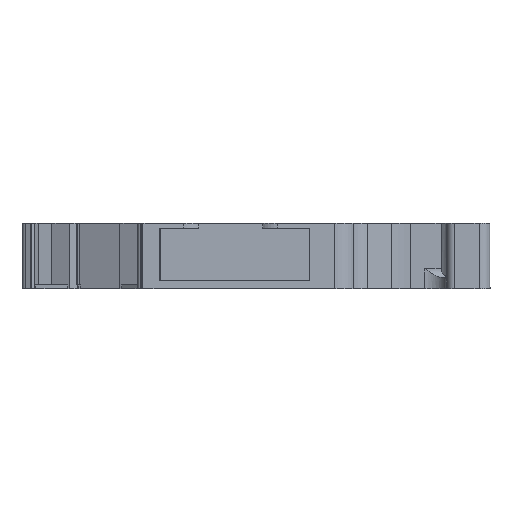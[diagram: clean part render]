
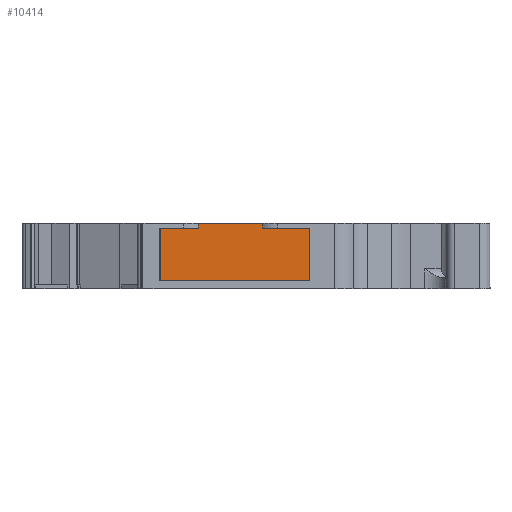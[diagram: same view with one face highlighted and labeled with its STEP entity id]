
A CAD part, left-side view. The second image highlights one B-rep face of the part: STEP entity #10414.
In plain terms, the highlighted planar face has unit normal (-1, 0, 0).
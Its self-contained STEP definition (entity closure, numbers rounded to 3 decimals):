
#338 = VERTEX_POINT ( 'NONE', #449 ) ;
#449 = CARTESIAN_POINT ( 'NONE',  ( -62.992, -5.715, 28.875 ) ) ;
#471 = CARTESIAN_POINT ( 'NONE',  ( -62.992, -11.569, 28.425 ) ) ;
#558 = CARTESIAN_POINT ( 'NONE',  ( -62.992, -2.241, 23.625 ) ) ;
#718 = EDGE_CURVE ( 'NONE', #338, #6581, #1369, .T. ) ;
#908 = CARTESIAN_POINT ( 'NONE',  ( -62.992, -2.187, 28.425 ) ) ;
#1369 = LINE ( 'NONE', #7617, #6257 ) ;
#1702 = CARTESIAN_POINT ( 'NONE',  ( -62.992, -15.818, 23.625 ) ) ;
#2106 = CARTESIAN_POINT ( 'NONE',  ( -62.992, -18.131, 99.51 ) ) ;
#2126 = VECTOR ( 'NONE', #3592, 1000. ) ;
#2236 = VECTOR ( 'NONE', #11169, 1000. ) ;
#2562 = CARTESIAN_POINT ( 'NONE',  ( -62.992, -2.241, 99.51 ) ) ;
#2829 = LINE ( 'NONE', #2562, #2236 ) ;
#3021 = DIRECTION ( 'NONE',  ( 0., 0., -1. ) ) ;
#3067 = DIRECTION ( 'NONE',  ( 0., -1., 0. ) ) ;
#3592 = DIRECTION ( 'NONE',  ( 0., 0., -1. ) ) ;
#3839 = VERTEX_POINT ( 'NONE', #8098 ) ;
#4014 = PLANE ( 'NONE',  #6015 ) ;
#4562 = VERTEX_POINT ( 'NONE', #471 ) ;
#4681 = VECTOR ( 'NONE', #6265, 1000. ) ;
#4854 = EDGE_CURVE ( 'NONE', #4562, #8793, #10716, .T. ) ;
#4992 = LINE ( 'NONE', #6184, #4681 ) ;
#5003 = LINE ( 'NONE', #1702, #2126 ) ;
#5195 = EDGE_CURVE ( 'NONE', #3839, #9313, #5003, .T. ) ;
#5290 = ORIENTED_EDGE ( 'NONE', *, *, #718, .T. ) ;
#5504 = ORIENTED_EDGE ( 'NONE', *, *, #7104, .T. ) ;
#5750 = DIRECTION ( 'NONE',  ( 0., -1., 0. ) ) ;
#6015 = AXIS2_PLACEMENT_3D ( 'NONE', #2106, #8871, #3067 ) ;
#6069 = ORIENTED_EDGE ( 'NONE', *, *, #5195, .F. ) ;
#6107 = CARTESIAN_POINT ( 'NONE',  ( -62.992, -2.187, 23.625 ) ) ;
#6184 = CARTESIAN_POINT ( 'NONE',  ( -62.992, -2.187, 28.425 ) ) ;
#6257 = VECTOR ( 'NONE', #3021, 1000. ) ;
#6265 = DIRECTION ( 'NONE',  ( 0., -1., 0. ) ) ;
#6335 = ORIENTED_EDGE ( 'NONE', *, *, #10051, .F. ) ;
#6581 = VERTEX_POINT ( 'NONE', #11166 ) ;
#6592 = CARTESIAN_POINT ( 'NONE',  ( -62.992, -15.818, 23.625 ) ) ;
#6725 = ORIENTED_EDGE ( 'NONE', *, *, #4854, .T. ) ;
#6809 = EDGE_CURVE ( 'NONE', #4562, #3839, #4992, .T. ) ;
#7079 = FACE_OUTER_BOUND ( 'NONE', #9662, .T. ) ;
#7104 = EDGE_CURVE ( 'NONE', #8793, #338, #12019, .T. ) ;
#7106 = DIRECTION ( 'NONE',  ( 0., 1., 0. ) ) ;
#7162 = CARTESIAN_POINT ( 'NONE',  ( -62.992, -11.569, 28.925 ) ) ;
#7373 = VERTEX_POINT ( 'NONE', #11591 ) ;
#7457 = DIRECTION ( 'NONE',  ( 0., 0., 1. ) ) ;
#7617 = CARTESIAN_POINT ( 'NONE',  ( -62.992, -5.715, 28.925 ) ) ;
#7963 = LINE ( 'NONE', #908, #12053 ) ;
#8049 = ORIENTED_EDGE ( 'NONE', *, *, #6809, .F. ) ;
#8098 = CARTESIAN_POINT ( 'NONE',  ( -62.992, -15.818, 28.425 ) ) ;
#8205 = VECTOR ( 'NONE', #7457, 1000. ) ;
#8691 = EDGE_CURVE ( 'NONE', #7373, #6581, #7963, .T. ) ;
#8793 = VERTEX_POINT ( 'NONE', #10683 ) ;
#8871 = DIRECTION ( 'NONE',  ( -1., 0., 0. ) ) ;
#9013 = ORIENTED_EDGE ( 'NONE', *, *, #8691, .F. ) ;
#9313 = VERTEX_POINT ( 'NONE', #6592 ) ;
#9500 = VECTOR ( 'NONE', #11905, 1000. ) ;
#9662 = EDGE_LOOP ( 'NONE', ( #5504, #5290, #9013, #11846, #6335, #6069, #8049, #6725 ) ) ;
#10051 = EDGE_CURVE ( 'NONE', #9313, #10624, #10672, .T. ) ;
#10281 = EDGE_CURVE ( 'NONE', #7373, #10624, #2829, .T. ) ;
#10381 = VECTOR ( 'NONE', #7106, 1000. ) ;
#10414 = ADVANCED_FACE ( 'NONE', ( #7079 ), #4014, .T. ) ;
#10624 = VERTEX_POINT ( 'NONE', #558 ) ;
#10672 = LINE ( 'NONE', #6107, #10381 ) ;
#10683 = CARTESIAN_POINT ( 'NONE',  ( -62.992, -11.569, 28.875 ) ) ;
#10716 = LINE ( 'NONE', #7162, #8205 ) ;
#11166 = CARTESIAN_POINT ( 'NONE',  ( -62.992, -5.715, 28.425 ) ) ;
#11169 = DIRECTION ( 'NONE',  ( 0., 0., -1. ) ) ;
#11591 = CARTESIAN_POINT ( 'NONE',  ( -62.992, -2.241, 28.425 ) ) ;
#11846 = ORIENTED_EDGE ( 'NONE', *, *, #10281, .T. ) ;
#11905 = DIRECTION ( 'NONE',  ( 0., 1., 0. ) ) ;
#11919 = CARTESIAN_POINT ( 'NONE',  ( -62.992, -18.131, 28.875 ) ) ;
#12019 = LINE ( 'NONE', #11919, #9500 ) ;
#12053 = VECTOR ( 'NONE', #5750, 1000. ) ;
